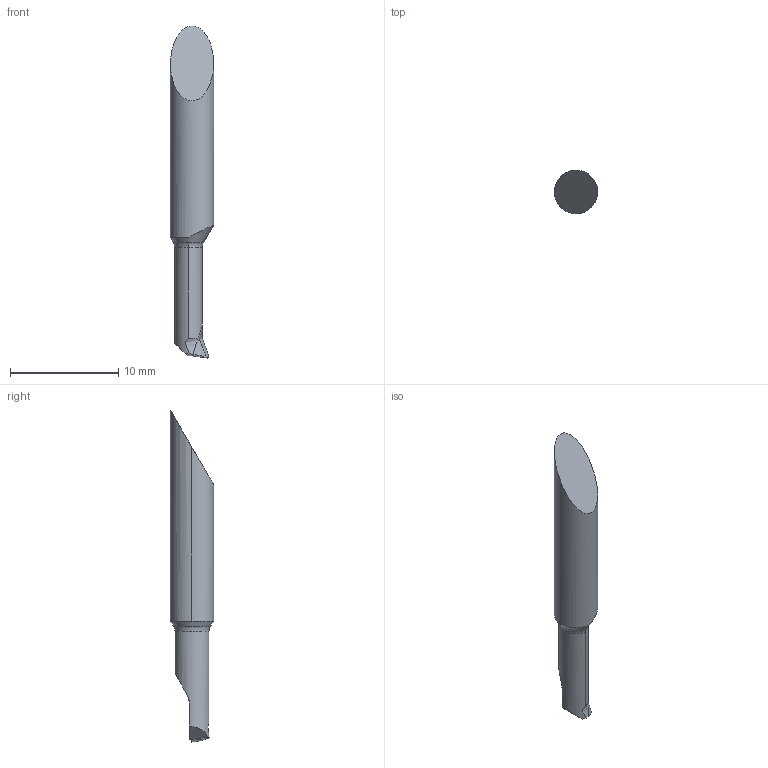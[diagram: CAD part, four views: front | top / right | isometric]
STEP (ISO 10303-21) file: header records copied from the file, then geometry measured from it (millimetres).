
FILE_DESCRIPTION(/* description */ (''),/* implementation_level */ '2;1');
FILE_NAME(/* name */ '1635404923439.stp',/* time_stamp */ '2021-10-28T12:38:53+05:00',/* author */ (''),/* organization */ ('SMS'),/* preprocessor_version */ 'ST-DEVELOPER v16.7',/* originating_system */ 'SIEMENS PLM Software NX 12.0',/* authorisation */ '');
FILE_SCHEMA (('AUTOMOTIVE_DESIGN { 1 0 10303 214 3 1 1 1 }'));
Length unit declared in the file: millimetre
Products named in the file (1): 203797345mod000_00
Bounding box: 4 x 4 x 30.71 mm (x, y, z)
Volume: 255.7 mm3; surface area: 328.1 mm2
Topology: 2 solids, 2 shells, 31 faces, 77 edges, 54 vertices
Faces by surface type: plane 10, cylinder 8, cone 5, bspline 5, torus 3
Entity records: 1366 total; most frequent: CARTESIAN_POINT 634, ORIENTED_EDGE 152, DIRECTION 119, EDGE_CURVE 76, VERTEX_POINT 49, AXIS2_PLACEMENT_3D 48, ADVANCED_FACE 31, FACE_OUTER_BOUND 31
